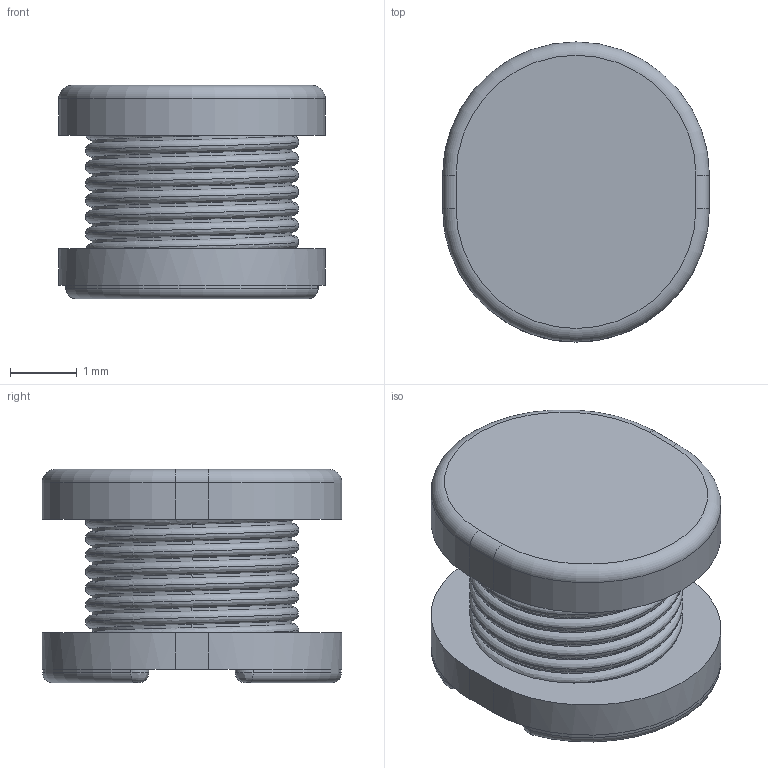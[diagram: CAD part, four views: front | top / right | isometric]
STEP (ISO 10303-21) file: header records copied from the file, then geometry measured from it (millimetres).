
FILE_DESCRIPTION (( 'STEP AP214' ), '1' );
FILE_NAME ('1FA802FD-754A-4D78-8E25-4191138797C6.STEP', '2023-10-23T17:05:35', ( '' ), ( '' ), 'SwSTEP 2.0', 'SolidWorks 2022', '' );
FILE_SCHEMA (( 'AUTOMOTIVE_DESIGN' ));
Length unit declared in the file: millimetre
Products named in the file (1): 1FA802FD-754A-4D78-8E25-4191138797C6
Bounding box: 4 x 4.5 x 3.2 mm (x, y, z)
Volume: 33.7 mm3; surface area: 86 mm2
Topology: 1 solids, 1 shells, 64 faces, 143 edges, 83 vertices
Faces by surface type: cylinder 28, bspline 20, plane 12, torus 4
Entity records: 7228 total; most frequent: CARTESIAN_POINT 5586, ORIENTED_EDGE 286, DIRECTION 223, EDGE_CURVE 143, AXIS2_PLACEMENT_3D 89, VERTEX_POINT 83, EDGE_LOOP 66, FACE_OUTER_BOUND 64
